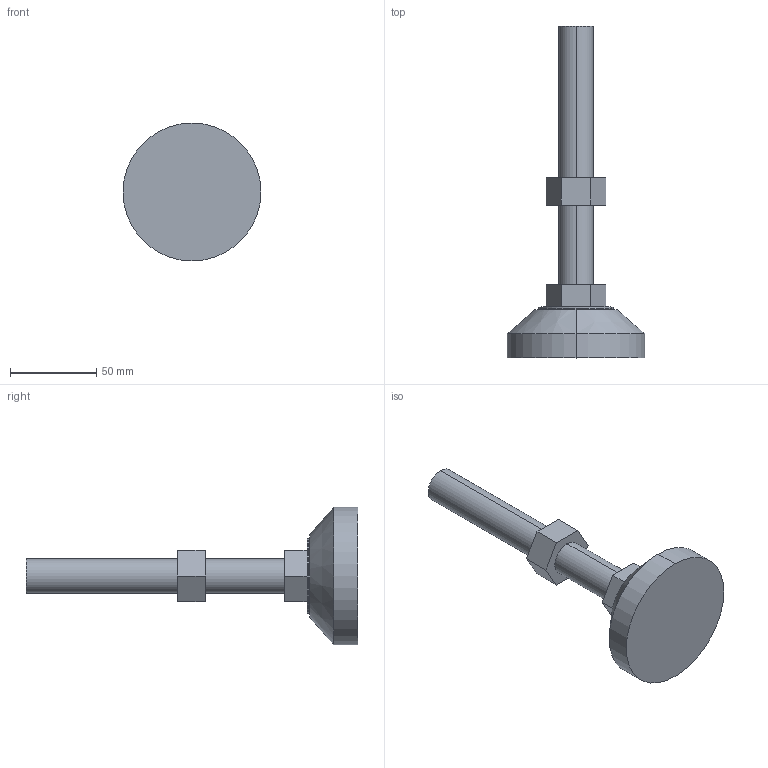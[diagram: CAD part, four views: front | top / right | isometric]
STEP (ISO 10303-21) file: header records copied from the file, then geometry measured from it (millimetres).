
FILE_DESCRIPTION (( 'STEP AP203' ), '1' );
FILE_NAME ('KC-1275-B-11.STEP', '2009-09-04T05:34:28', ( ' ' ), ( ' ' ), 'SwSTEP 2.0', 'SolidWorks 2007', '' );
FILE_SCHEMA (( 'CONFIG_CONTROL_DESIGN' ));
Length unit declared in the file: millimetre
Products named in the file (3): KC-1275-B-11; KC-1275-B-11乣13僫僢僩__KC-1275-B-11; KC-1275-B-11乣13儃儖僩__KC-1275-B-11
Assembly tree (2 placements, depth 2):
  KC-1275-B-11
    KC-1275-B-11乣13儃儖僩__KC-1275-B-11
    KC-1275-B-11乣13僫僢僩__KC-1275-B-11
Bounding box: 80 x 192.5 x 80 mm (x, y, z)
Volume: 183077.9 mm3; surface area: 30203.8 mm2
Topology: 2 solids, 2 shells, 32 faces, 70 edges, 46 vertices
Faces by surface type: plane 20, cylinder 10, cone 2
Entity records: 1189 total; most frequent: DIRECTION 166, CARTESIAN_POINT 153, ORIENTED_EDGE 140, EDGE_CURVE 70, AXIS2_PLACEMENT_3D 59, LINE 48, VECTOR 48, VERTEX_POINT 46
